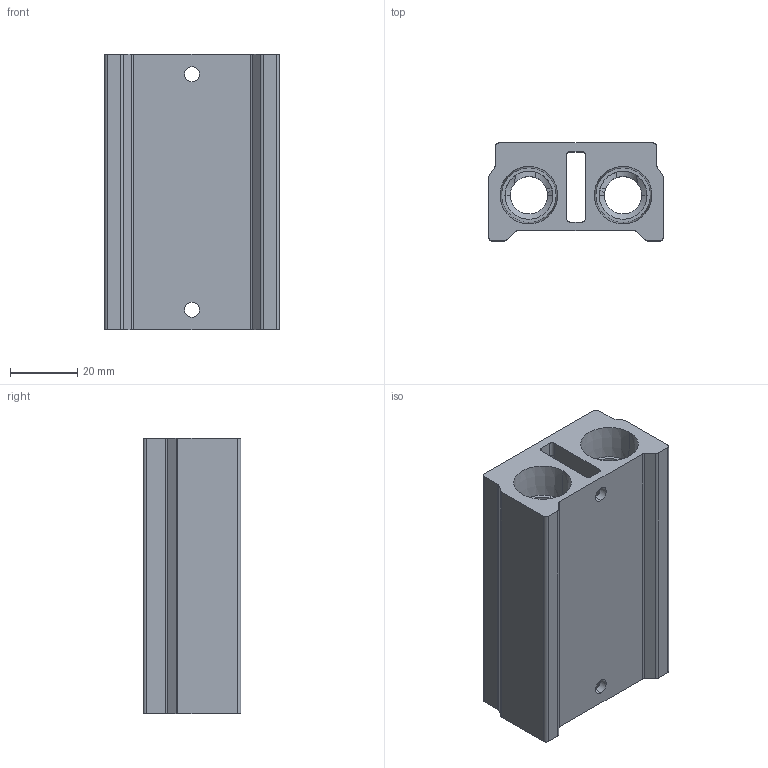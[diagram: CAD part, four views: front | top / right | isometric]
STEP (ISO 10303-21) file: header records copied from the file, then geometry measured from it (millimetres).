
FILE_DESCRIPTION (( 'STEP AP214' ), '1' );
FILE_NAME ('AM-332.step', '2016-07-27T15:08:00', ( '' ), ( '' ), 'SwSTEP 2.0', 'SolidWorks 2016', '' );
FILE_SCHEMA (( 'AUTOMOTIVE_DESIGN' ));
Length unit declared in the file: millimetre
Products named in the file (1): AM-332
Bounding box: 52 x 29 x 82 mm (x, y, z)
Volume: 70482.6 mm3; surface area: 27239.1 mm2
Topology: 1 solids, 1 shells, 126 faces, 344 edges, 212 vertices
Faces by surface type: cylinder 60, cone 32, plane 26, bspline 8
Entity records: 4746 total; most frequent: CARTESIAN_POINT 1419, DIRECTION 690, ORIENTED_EDGE 672, EDGE_CURVE 336, AXIS2_PLACEMENT_3D 275, VERTEX_POINT 212, CIRCLE 156, EDGE_LOOP 148
